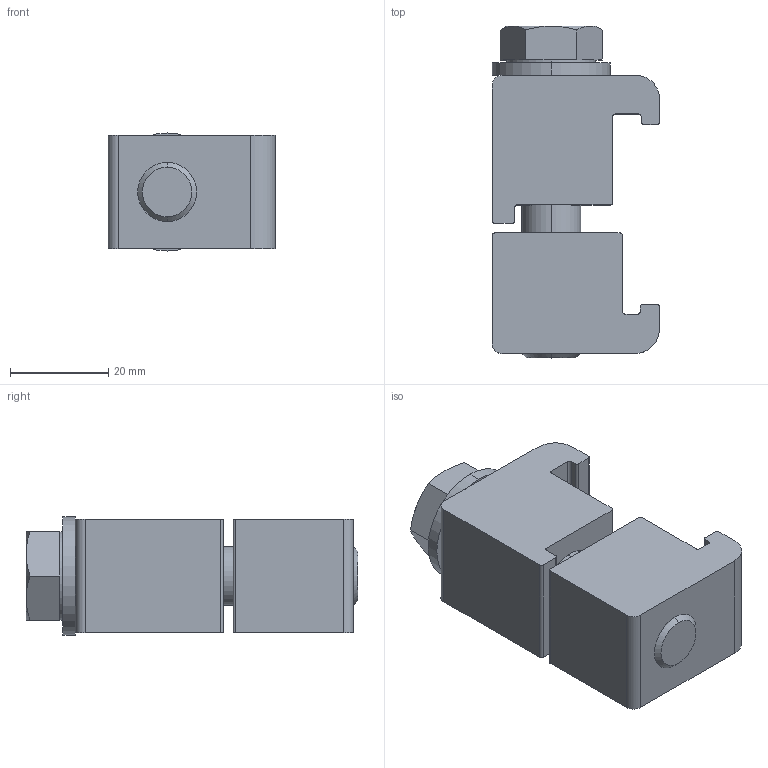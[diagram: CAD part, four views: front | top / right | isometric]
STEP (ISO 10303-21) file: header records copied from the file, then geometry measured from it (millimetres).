
FILE_DESCRIPTION (( 'STEP AP214' ), '1' );
FILE_NAME ('310BKL500.step', '2017-07-07T04:53:36', ( 'install' ), ( '' ), 'SwSTEP 2.0', 'SolidWorks 2015', '' );
FILE_SCHEMA (( 'AUTOMOTIVE_DESIGN' ));
Length unit declared in the file: millimetre
Products named in the file (1): 310BKL500
Bounding box: 34.1 x 67.5 x 24 mm (x, y, z)
Volume: 37269.6 mm3; surface area: 14156.6 mm2
Topology: 4 solids, 4 shells, 79 faces, 192 edges, 122 vertices
Faces by surface type: plane 39, cylinder 30, cone 8, torus 2
Entity records: 3308 total; most frequent: CARTESIAN_POINT 466, DIRECTION 416, ORIENTED_EDGE 384, EDGE_CURVE 192, AXIS2_PLACEMENT_3D 156, VERTEX_POINT 122, LINE 104, VECTOR 104
